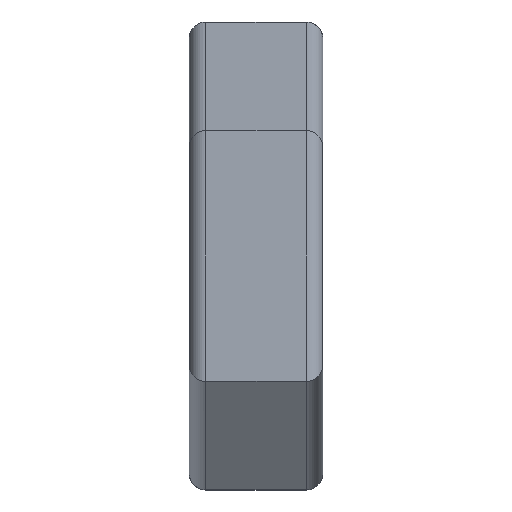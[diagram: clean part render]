
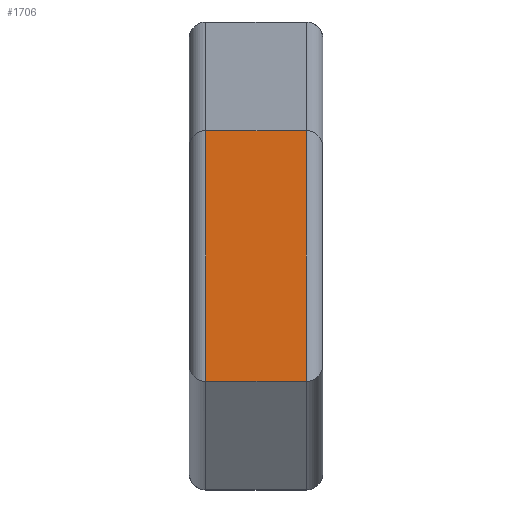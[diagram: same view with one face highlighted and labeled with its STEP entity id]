
A CAD part, left-side view. The second image highlights one B-rep face of the part: STEP entity #1706.
In plain terms, the highlighted planar face has unit normal (-1, 0, 0).
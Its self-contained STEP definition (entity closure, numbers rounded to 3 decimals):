
#55 = VECTOR ( 'NONE', #1593, 1000. ) ;
#81 = LINE ( 'NONE', #590, #55 ) ;
#106 = DIRECTION ( 'NONE',  ( 0., 0., -1. ) ) ;
#111 = VERTEX_POINT ( 'NONE', #308 ) ;
#140 = CARTESIAN_POINT ( 'NONE',  ( -35., 8., 14. ) ) ;
#173 = CARTESIAN_POINT ( 'NONE',  ( -35., 1., 14. ) ) ;
#308 = CARTESIAN_POINT ( 'NONE',  ( -35., 1., -7.5 ) ) ;
#366 = EDGE_CURVE ( 'NONE', #1202, #2106, #81, .T. ) ;
#475 = VERTEX_POINT ( 'NONE', #828 ) ;
#502 = LINE ( 'NONE', #173, #512 ) ;
#512 = VECTOR ( 'NONE', #1161, 1000. ) ;
#562 = ORIENTED_EDGE ( 'NONE', *, *, #366, .T. ) ;
#587 = ORIENTED_EDGE ( 'NONE', *, *, #1088, .T. ) ;
#590 = CARTESIAN_POINT ( 'NONE',  ( -35., 0., 7.5 ) ) ;
#807 = CARTESIAN_POINT ( 'NONE',  ( -35., 1., 7.5 ) ) ;
#810 = AXIS2_PLACEMENT_3D ( 'NONE', #140, #1175, #2019 ) ;
#828 = CARTESIAN_POINT ( 'NONE',  ( -35., 7., -7.5 ) ) ;
#864 = CARTESIAN_POINT ( 'NONE',  ( -35., 0., -7.5 ) ) ;
#963 = CARTESIAN_POINT ( 'NONE',  ( -35., 7., 7.5 ) ) ;
#1031 = EDGE_LOOP ( 'NONE', ( #1344, #1578, #562, #587 ) ) ;
#1088 = EDGE_CURVE ( 'NONE', #2106, #475, #1103, .T. ) ;
#1103 = LINE ( 'NONE', #1764, #1287 ) ;
#1135 = EDGE_CURVE ( 'NONE', #111, #1202, #502, .T. ) ;
#1161 = DIRECTION ( 'NONE',  ( 0., 0., 1. ) ) ;
#1175 = DIRECTION ( 'NONE',  ( 1., 0., 0. ) ) ;
#1202 = VERTEX_POINT ( 'NONE', #807 ) ;
#1287 = VECTOR ( 'NONE', #106, 1000. ) ;
#1344 = ORIENTED_EDGE ( 'NONE', *, *, #1852, .F. ) ;
#1488 = DIRECTION ( 'NONE',  ( 0., 1., 0. ) ) ;
#1578 = ORIENTED_EDGE ( 'NONE', *, *, #1135, .T. ) ;
#1593 = DIRECTION ( 'NONE',  ( 0., 1., 0. ) ) ;
#1706 = ADVANCED_FACE ( 'NONE', ( #1983 ), #2005, .F. ) ;
#1764 = CARTESIAN_POINT ( 'NONE',  ( -35., 7., -7.5 ) ) ;
#1852 = EDGE_CURVE ( 'NONE', #111, #475, #2179, .T. ) ;
#1928 = VECTOR ( 'NONE', #1488, 1000. ) ;
#1983 = FACE_OUTER_BOUND ( 'NONE', #1031, .T. ) ;
#2005 = PLANE ( 'NONE',  #810 ) ;
#2019 = DIRECTION ( 'NONE',  ( 0., 0., -1. ) ) ;
#2106 = VERTEX_POINT ( 'NONE', #963 ) ;
#2179 = LINE ( 'NONE', #864, #1928 ) ;
